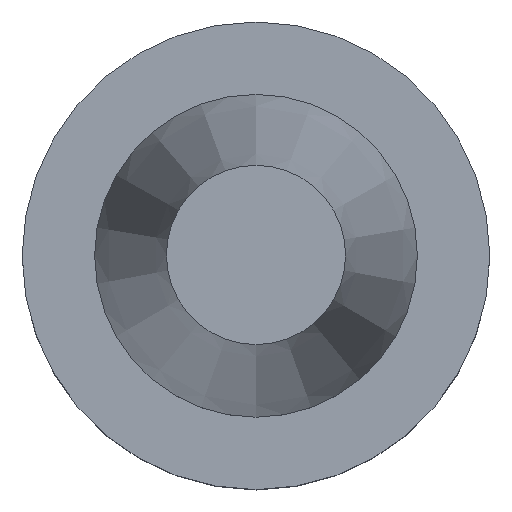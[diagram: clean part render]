
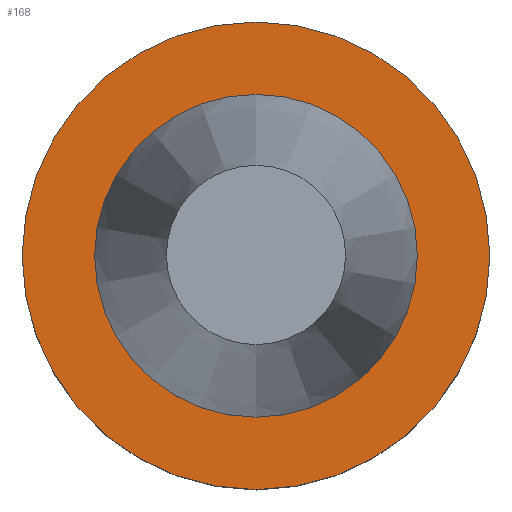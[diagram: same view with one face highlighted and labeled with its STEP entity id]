
A CAD part, top view. The second image highlights one B-rep face of the part: STEP entity #168.
In plain terms, the highlighted planar face has unit normal (0, 0, 1).
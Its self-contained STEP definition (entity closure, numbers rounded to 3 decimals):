
#77=EDGE_CURVE('Unnamed[1]',#204,#204,#205,.T.);
#112=EDGE_CURVE('Unnamed[1]',#259,#259,#260,.T.);
#168=ADVANCED_FACE('Unnamed[1]',(#342,#343),#344,.T.);
#204=VERTEX_POINT('',#381);
#205=CIRCLE('',#382,23.0);
#259=VERTEX_POINT('',#449);
#260=CIRCLE('',#450,15.875);
#342=FACE_OUTER_BOUND('',#552,.T.);
#343=FACE_BOUND('',#553,.T.);
#344=PLANE('',#554);
#381=CARTESIAN_POINT('',(0.,23.0,-1.));
#382=AXIS2_PLACEMENT_3D('',#583,#584,#585);
#449=CARTESIAN_POINT('',(0.,15.875,-1.));
#450=AXIS2_PLACEMENT_3D('',#647,#648,#649);
#552=EDGE_LOOP('',(#735));
#553=EDGE_LOOP('',(#736));
#554=AXIS2_PLACEMENT_3D('',#737,#738,#739);
#583=CARTESIAN_POINT('',(0.,0.,-1.0));
#584=DIRECTION('',(0.,0.,-1.0));
#585=DIRECTION('',(0.,1.0,0.));
#647=CARTESIAN_POINT('',(0.,0.,-1.0));
#648=DIRECTION('',(0.,0.,-1.0));
#649=DIRECTION('',(0.,1.0,0.));
#735=ORIENTED_EDGE('',*,*,#77,.F.);
#736=ORIENTED_EDGE('',*,*,#112,.T.);
#737=CARTESIAN_POINT('',(0.,19.438,-1.));
#738=DIRECTION('',(0.,0.,1.0));
#739=DIRECTION('',(0.,-1.0,0.));
